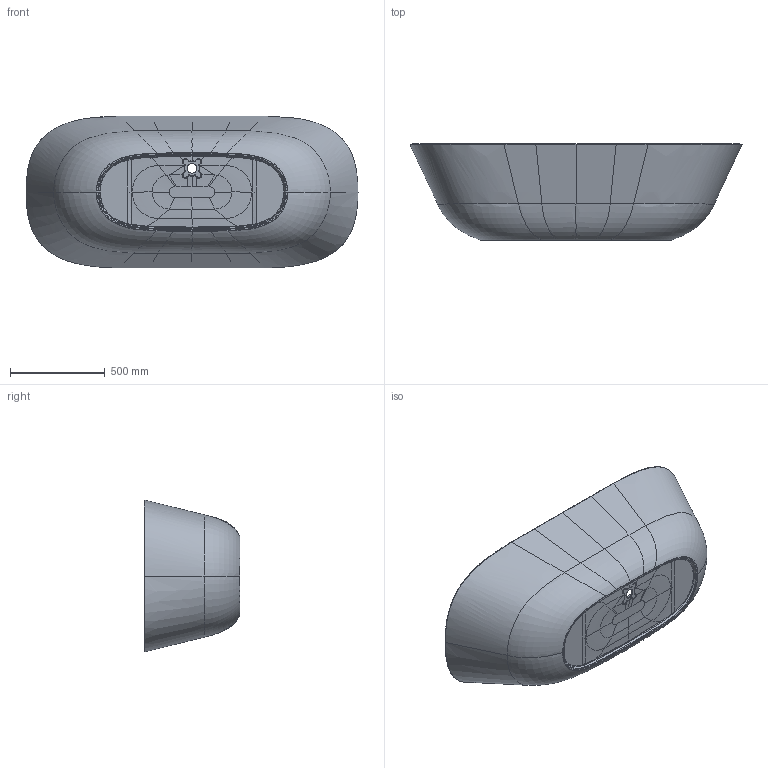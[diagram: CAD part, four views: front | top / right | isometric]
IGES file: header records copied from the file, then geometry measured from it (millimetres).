
Start section:  PTC IGES file: antheus-bad-175x80.igs
Global section: file name: antheus-bad-175x80.igs; native system: Creo Parametric by PTC Inc.; preprocessor: 2016260; author: nieboerk; organization: Unknown; date: 20170405.103457; units: millimetre
Bounding box: 1750 x 506 x 800 mm (x, y, z)
Volume: 34451255.2 mm3; surface area: 5002431.9 mm2
Topology: 1 solids, 1 shells, 239 faces, 551 edges, 315 vertices
Faces by surface type: bspline 200, revolution 39
